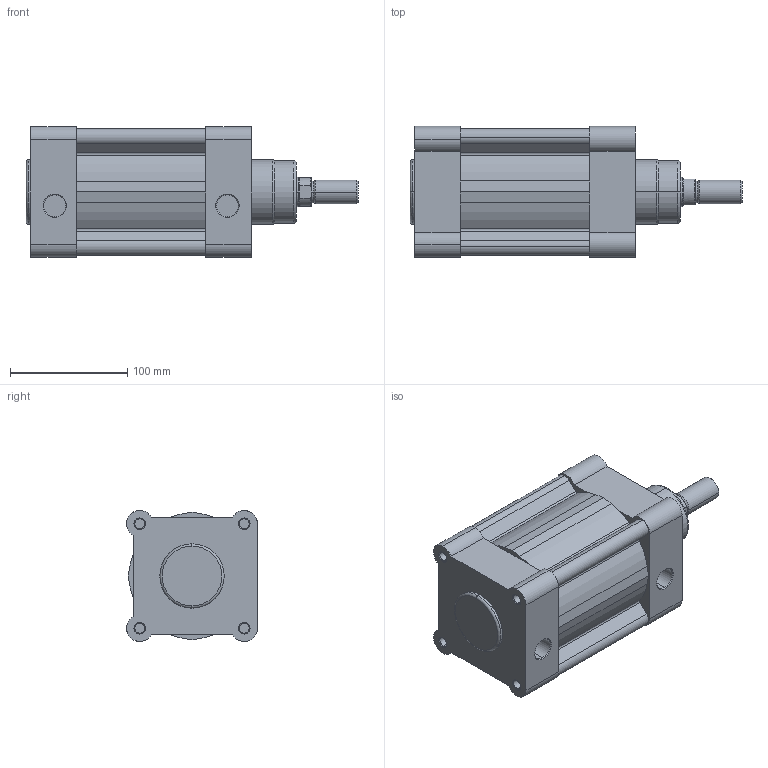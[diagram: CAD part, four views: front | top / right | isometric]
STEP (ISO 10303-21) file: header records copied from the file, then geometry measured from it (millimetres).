
FILE_DESCRIPTION (( 'STEP AP214' ), '1' );
FILE_NAME ('PNY 100-50 CYLINDER.STEP', '2010-08-03T10:44:40', ( '' ), ( '' ), 'SwSTEP 2.0', 'SolidWorks 2010', '' );
FILE_SCHEMA (( 'AUTOMOTIVE_DESIGN' ));
Length unit declared in the file: millimetre
Products named in the file (5): PNY  茿P 100  ARKA KAPAK; 100; PNY  茿P 100  諲  KAPAK; PNY  茿P 80- 100  M軱; PNY  100-50   CYLINDER
Assembly tree (4 placements, depth 2):
  PNY  100-50   CYLINDER
    PNY  茿P 80- 100  M軱
    PNY  茿P 100  ARKA KAPAK
    100
    PNY  茿P 100  諲  KAPAK
Bounding box: 282.7 x 111.48 x 111.5 mm (x, y, z)
Volume: 1672106.2 mm3; surface area: 248612.5 mm2
Topology: 4 solids, 4 shells, 188 faces, 446 edges, 280 vertices
Faces by surface type: cylinder 86, plane 64, cone 26, torus 12
Entity records: 5954 total; most frequent: DIRECTION 1048, CARTESIAN_POINT 993, ORIENTED_EDGE 892, EDGE_CURVE 446, AXIS2_PLACEMENT_3D 423, VERTEX_POINT 280, CIRCLE 228, EDGE_LOOP 214
